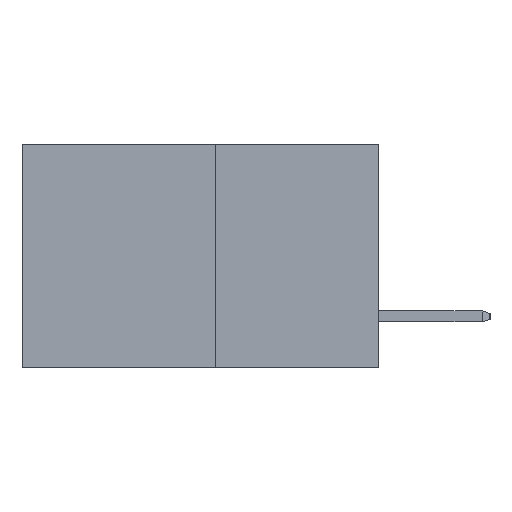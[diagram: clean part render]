
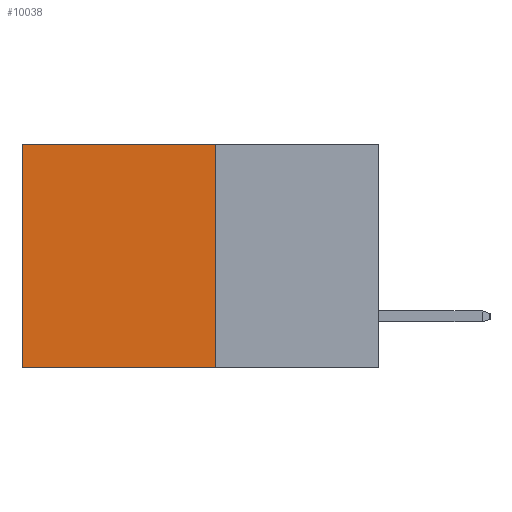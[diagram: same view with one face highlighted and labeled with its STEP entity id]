
A CAD part, left-side view. The second image highlights one B-rep face of the part: STEP entity #10038.
In plain terms, the highlighted planar face has unit normal (-1, 0, 0).
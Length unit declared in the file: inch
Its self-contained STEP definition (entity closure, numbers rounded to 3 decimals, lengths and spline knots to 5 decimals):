
#774 = EDGE_CURVE ( 'NONE', #4298, #1133, #799, .T. ) ;
#799 = LINE ( 'NONE', #5481, #3633 ) ;
#1096 = EDGE_CURVE ( 'NONE', #6128, #1133, #10954, .T. ) ;
#1133 = VERTEX_POINT ( 'NONE', #11477 ) ;
#1577 = CARTESIAN_POINT ( 'NONE',  ( 0.277, 0.27, -0.37 ) ) ;
#2681 = VECTOR ( 'NONE', #12740, 39.37008 ) ;
#2733 = VERTEX_POINT ( 'NONE', #11998 ) ;
#2783 = DIRECTION ( 'NONE',  ( 1., 0., 0. ) ) ;
#3023 = CARTESIAN_POINT ( 'NONE',  ( 0.277, 0.27, -0.37 ) ) ;
#3633 = VECTOR ( 'NONE', #14132, 39.37008 ) ;
#3807 = LINE ( 'NONE', #5263, #12307 ) ;
#4298 = VERTEX_POINT ( 'NONE', #3023 ) ;
#5263 = CARTESIAN_POINT ( 'NONE',  ( 0.277, 0.27, 0. ) ) ;
#5481 = CARTESIAN_POINT ( 'NONE',  ( 0.277, 0.27, -0.37 ) ) ;
#5635 = LINE ( 'NONE', #8278, #13646 ) ;
#6128 = VERTEX_POINT ( 'NONE', #8721 ) ;
#7304 = CARTESIAN_POINT ( 'NONE',  ( 0.277, 0.59, -0.37 ) ) ;
#7770 = ORIENTED_EDGE ( 'NONE', *, *, #1096, .T. ) ;
#8278 = CARTESIAN_POINT ( 'NONE',  ( 0.277, 0.27, -0.37 ) ) ;
#8418 = PLANE ( 'NONE',  #10700 ) ;
#8471 = ORIENTED_EDGE ( 'NONE', *, *, #9961, .F. ) ;
#8721 = CARTESIAN_POINT ( 'NONE',  ( 0.277, 0.59, 0. ) ) ;
#9419 = DIRECTION ( 'NONE',  ( 0., 0., -1. ) ) ;
#9717 = DIRECTION ( 'NONE',  ( 0., 1., 0. ) ) ;
#9961 = EDGE_CURVE ( 'NONE', #2733, #4298, #5635, .T. ) ;
#10038 = ADVANCED_FACE ( 'NONE', ( #12657 ), #8418, .F. ) ;
#10661 = DIRECTION ( 'NONE',  ( 0., 0., -1. ) ) ;
#10700 = AXIS2_PLACEMENT_3D ( 'NONE', #1577, #2783, #10661 ) ;
#10954 = LINE ( 'NONE', #7304, #2681 ) ;
#11408 = ORIENTED_EDGE ( 'NONE', *, *, #774, .F. ) ;
#11477 = CARTESIAN_POINT ( 'NONE',  ( 0.277, 0.59, -0.37 ) ) ;
#11998 = CARTESIAN_POINT ( 'NONE',  ( 0.277, 0.27, 0. ) ) ;
#12307 = VECTOR ( 'NONE', #9717, 39.37008 ) ;
#12657 = FACE_OUTER_BOUND ( 'NONE', #13969, .T. ) ;
#12740 = DIRECTION ( 'NONE',  ( 0., 0., -1. ) ) ;
#13646 = VECTOR ( 'NONE', #9419, 39.37008 ) ;
#13969 = EDGE_LOOP ( 'NONE', ( #7770, #11408, #8471, #14534 ) ) ;
#14132 = DIRECTION ( 'NONE',  ( 0., 1., 0. ) ) ;
#14296 = EDGE_CURVE ( 'NONE', #2733, #6128, #3807, .T. ) ;
#14534 = ORIENTED_EDGE ( 'NONE', *, *, #14296, .T. ) ;
